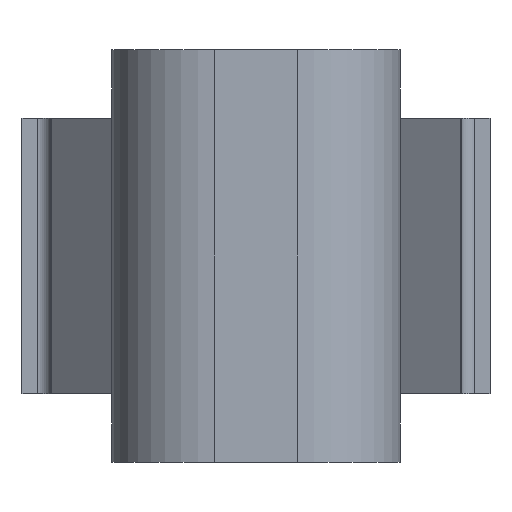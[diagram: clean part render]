
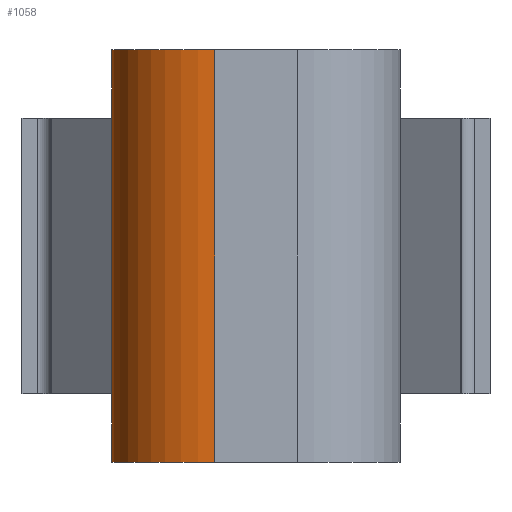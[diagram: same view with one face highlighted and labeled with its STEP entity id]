
A CAD part, left-side view. The second image highlights one B-rep face of the part: STEP entity #1058.
In plain terms, the highlighted cylindrical face has radius 3.756 mm (diameter 7.513 mm), a partial arc.
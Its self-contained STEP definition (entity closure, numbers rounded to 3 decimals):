
#11 = DIRECTION ( 'NONE',  ( 0., 0., 1. ) ) ;
#20 = AXIS2_PLACEMENT_3D ( 'NONE', #744, #11, #423 ) ;
#35 = DIRECTION ( 'NONE',  ( 0., 0., -1. ) ) ;
#51 = CIRCLE ( 'NONE', #20, 3.756 ) ;
#89 = VECTOR ( 'NONE', #35, 1000. ) ;
#118 = DIRECTION ( 'NONE',  ( 0., 0., -1. ) ) ;
#143 = EDGE_CURVE ( 'NONE', #457, #1809, #618, .T. ) ;
#154 = EDGE_LOOP ( 'NONE', ( #303, #881, #1801, #973, #598, #378 ) ) ;
#196 = VERTEX_POINT ( 'NONE', #224 ) ;
#224 = CARTESIAN_POINT ( 'NONE',  ( -38.208, 1.5, 7.5 ) ) ;
#303 = ORIENTED_EDGE ( 'NONE', *, *, #335, .T. ) ;
#335 = EDGE_CURVE ( 'NONE', #1809, #1012, #912, .T. ) ;
#378 = ORIENTED_EDGE ( 'NONE', *, *, #143, .T. ) ;
#423 = DIRECTION ( 'NONE',  ( 1., 0., 0. ) ) ;
#436 = CARTESIAN_POINT ( 'NONE',  ( -38.208, 1.5, -7.5 ) ) ;
#437 = CIRCLE ( 'NONE', #1266, 3.756 ) ;
#457 = VERTEX_POINT ( 'NONE', #951 ) ;
#510 = DIRECTION ( 'NONE',  ( 0., 0., -1. ) ) ;
#536 = DIRECTION ( 'NONE',  ( 0., 0., 1. ) ) ;
#546 = CYLINDRICAL_SURFACE ( 'NONE', #1348, 3.756 ) ;
#562 = CARTESIAN_POINT ( 'NONE',  ( -34.719, 5.247, 7.5 ) ) ;
#569 = CARTESIAN_POINT ( 'NONE',  ( -34.719, 5.247, 5. ) ) ;
#579 = VECTOR ( 'NONE', #510, 1000. ) ;
#598 = ORIENTED_EDGE ( 'NONE', *, *, #712, .F. ) ;
#618 = LINE ( 'NONE', #1808, #1109 ) ;
#652 = VERTEX_POINT ( 'NONE', #436 ) ;
#712 = EDGE_CURVE ( 'NONE', #457, #196, #51, .T. ) ;
#744 = CARTESIAN_POINT ( 'NONE',  ( -34.452, 1.5, 7.5 ) ) ;
#830 = CARTESIAN_POINT ( 'NONE',  ( -34.719, 5.247, -5. ) ) ;
#881 = ORIENTED_EDGE ( 'NONE', *, *, #1558, .T. ) ;
#891 = VERTEX_POINT ( 'NONE', #900 ) ;
#900 = CARTESIAN_POINT ( 'NONE',  ( -34.719, 5.247, -7.5 ) ) ;
#912 = LINE ( 'NONE', #1360, #579 ) ;
#946 = LINE ( 'NONE', #1116, #1792 ) ;
#951 = CARTESIAN_POINT ( 'NONE',  ( -34.719, 5.247, 7.5 ) ) ;
#973 = ORIENTED_EDGE ( 'NONE', *, *, #1419, .F. ) ;
#975 = DIRECTION ( 'NONE',  ( 0., 0., -1. ) ) ;
#1012 = VERTEX_POINT ( 'NONE', #830 ) ;
#1058 = ADVANCED_FACE ( 'NONE', ( #1839 ), #546, .T. ) ;
#1109 = VECTOR ( 'NONE', #1210, 1000. ) ;
#1116 = CARTESIAN_POINT ( 'NONE',  ( -38.208, 1.5, 5. ) ) ;
#1210 = DIRECTION ( 'NONE',  ( 0., 0., -1. ) ) ;
#1246 = CARTESIAN_POINT ( 'NONE',  ( -34.452, 1.5, -7.5 ) ) ;
#1266 = AXIS2_PLACEMENT_3D ( 'NONE', #1246, #536, #1830 ) ;
#1348 = AXIS2_PLACEMENT_3D ( 'NONE', #1709, #975, #1562 ) ;
#1360 = CARTESIAN_POINT ( 'NONE',  ( -34.719, 5.247, 5. ) ) ;
#1379 = EDGE_CURVE ( 'NONE', #891, #652, #437, .T. ) ;
#1419 = EDGE_CURVE ( 'NONE', #196, #652, #946, .T. ) ;
#1430 = LINE ( 'NONE', #562, #89 ) ;
#1558 = EDGE_CURVE ( 'NONE', #1012, #891, #1430, .T. ) ;
#1562 = DIRECTION ( 'NONE',  ( 1., 0., 0. ) ) ;
#1709 = CARTESIAN_POINT ( 'NONE',  ( -34.452, 1.5, 5. ) ) ;
#1792 = VECTOR ( 'NONE', #118, 1000. ) ;
#1801 = ORIENTED_EDGE ( 'NONE', *, *, #1379, .T. ) ;
#1808 = CARTESIAN_POINT ( 'NONE',  ( -34.719, 5.247, 7.5 ) ) ;
#1809 = VERTEX_POINT ( 'NONE', #569 ) ;
#1830 = DIRECTION ( 'NONE',  ( 1., 0., 0. ) ) ;
#1839 = FACE_OUTER_BOUND ( 'NONE', #154, .T. ) ;
